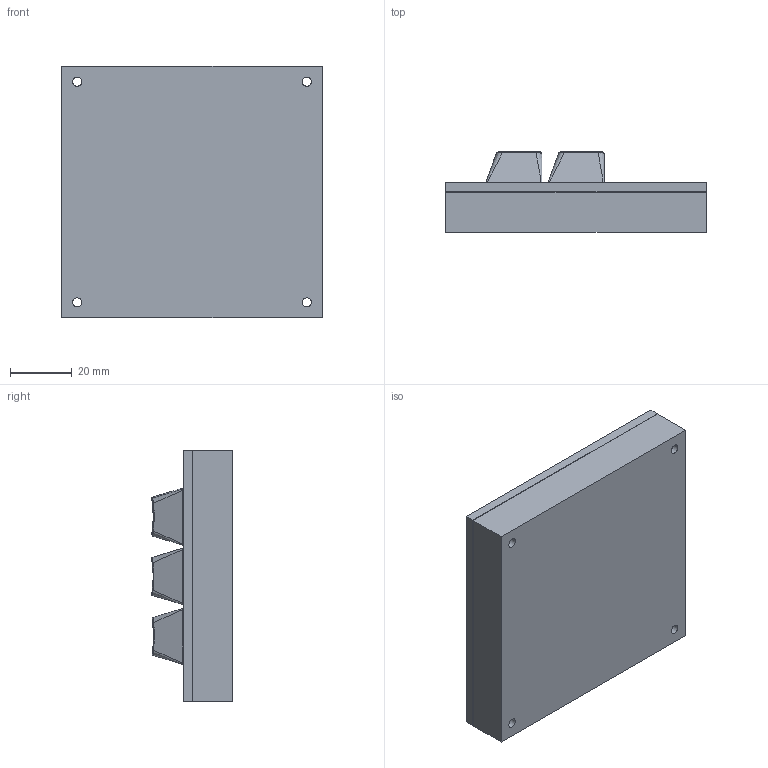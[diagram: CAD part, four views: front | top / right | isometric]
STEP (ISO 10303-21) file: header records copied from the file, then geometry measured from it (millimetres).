
FILE_DESCRIPTION(('STEP AP242 Edition 2','STEP AP242 Edition 2''CAx-IF Rec.Pracs.---Representation and Presentation of Product Manufacturing Information (PMI)---4.0---2014-10-13','STEP AP242 Edition 2''CAx-IF Rec.Pracs.---Representation and Presentation of Product Manufacturing Information (PMI)---4.0---2014-10-13''CAx-IF Rec.Pracs.---3D Tessellated Geometry---0.4---2014-09-14','STEP AP242 Edition 2''CAx-IF Rec.Pracs.---Representation and Presentation of Product Manufacturing Information (PMI)---4.0---2014-10-13''CAx-IF Rec.Pracs.---3D Tessellated Geometry---0.4---2014-09-14''2;1','STEP AP242 Edition 2''CAx-IF Rec.Pracs.---Representation and Presentation of Product Manufacturing Information (PMI)---4.0---2014-10-13''CAx-IF Rec.Pracs.---3D Tessellated Geometry---0.4---2014-09-14''2;1''CAx-IF Rec.Pracs.---User Defined Attributes---1.5---2016-08-15'),'2;1');
FILE_NAME('Assembly 1.step','2026-02-24T02:47:24',(''),(''),'ST-DEVELOPER v20','ONSHAPE BY PTC INC, 1.211',' ');
FILE_SCHEMA(('AP242_MANAGED_MODEL_BASED_3D_ENGINEERING_MIM_LF { 1 0 10303 442 3 1 4 }'));
Length unit declared in the file: metre
Products named in the file (6): Assembly 1; Part 1; Part 2
Assembly tree (9 placements, depth 2):
  Assembly 1
    Part 1
    Part 1
    Part 1
    Part 1  x5
    Part 2
Bounding box: 84.44 x 26.08 x 81.46 mm (x, y, z)
Volume: 70075.4 mm3; surface area: 52001.2 mm2
Topology: 8 solids, 9 shells, 566 faces, 1391 edges, 894 vertices
Faces by surface type: plane 387, bspline 101, cylinder 68, torus 5, cone 4, other 1
Full cylindrical faces by diameter (mm): 0.5 x4, 3 x8, 6 x5
Entity records: 15175 total; most frequent: CARTESIAN_POINT 5912, ORIENTED_EDGE 1828, DIRECTION 1470, EDGE_CURVE 914, LINE 640, VECTOR 640, VERTEX_POINT 614, EDGE_LOOP 452
